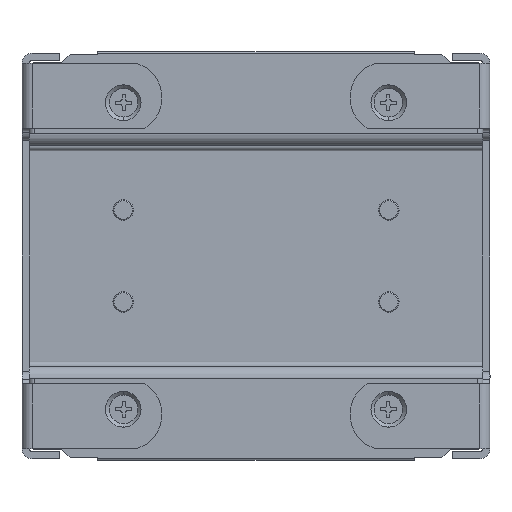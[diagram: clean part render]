
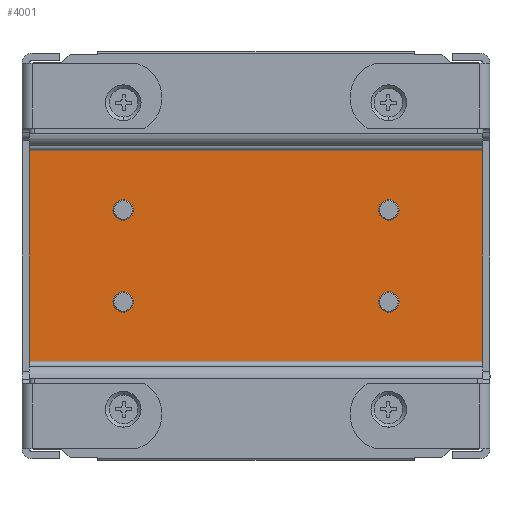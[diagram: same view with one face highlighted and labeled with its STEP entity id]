
A CAD part, front view. The second image highlights one B-rep face of the part: STEP entity #4001.
In plain terms, the highlighted planar face has unit normal (0, -1, 0).
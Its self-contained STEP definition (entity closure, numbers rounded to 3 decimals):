
#2964 = EDGE_CURVE ( 'NONE', #35575, #35521, #31024, .T. ) ;
#2974 = EDGE_CURVE ( 'NONE', #35569, #35568, #31011, .T. ) ;
#3992 = ORIENTED_EDGE ( 'NONE', *, *, #3993, .T. ) ;
#3993 = EDGE_CURVE ( 'NONE', #36132, #35810, #10311, .T. ) ;
#3994 = ORIENTED_EDGE ( 'NONE', *, *, #35809, .T. ) ;
#3995 = ORIENTED_EDGE ( 'NONE', *, *, #3996, .T. ) ;
#3996 = EDGE_CURVE ( 'NONE', #35807, #36135, #10307, .T. ) ;
#4001 = ADVANCED_FACE ( 'NONE', ( #10295, #10294, #10293, #10292, #10291 ), #10290, .F. ) ;
#4002 = EDGE_LOOP ( 'NONE', ( #4003, #4004 ) ) ;
#4003 = ORIENTED_EDGE ( 'NONE', *, *, #35651, .F. ) ;
#4004 = ORIENTED_EDGE ( 'NONE', *, *, #37359, .F. ) ;
#4005 = EDGE_LOOP ( 'NONE', ( #4006, #4007 ) ) ;
#4006 = ORIENTED_EDGE ( 'NONE', *, *, #35567, .F. ) ;
#4007 = ORIENTED_EDGE ( 'NONE', *, *, #2974, .F. ) ;
#4008 = EDGE_LOOP ( 'NONE', ( #4062, #4063 ) ) ;
#4062 = ORIENTED_EDGE ( 'NONE', *, *, #35574, .F. ) ;
#4063 = ORIENTED_EDGE ( 'NONE', *, *, #2964, .F. ) ;
#4064 = EDGE_LOOP ( 'NONE', ( #4065, #4066 ) ) ;
#4065 = ORIENTED_EDGE ( 'NONE', *, *, #35602, .F. ) ;
#4066 = ORIENTED_EDGE ( 'NONE', *, *, #37347, .F. ) ;
#4067 = EDGE_LOOP ( 'NONE', ( #4068, #3992, #3994, #3995 ) ) ;
#4068 = ORIENTED_EDGE ( 'NONE', *, *, #36134, .T. ) ;
#10286 = DIRECTION ( 'NONE',  ( 0., 0., 1. ) ) ;
#10287 = DIRECTION ( 'NONE',  ( 0., 1., 0. ) ) ;
#10288 = CARTESIAN_POINT ( 'NONE',  ( -50.5, 8.5, 0. ) ) ;
#10289 = AXIS2_PLACEMENT_3D ( 'NONE', #10288, #10287, #10286 ) ;
#10290 = PLANE ( 'NONE',  #10289 ) ;
#10291 = FACE_OUTER_BOUND ( 'NONE', #4067, .T. ) ;
#10292 = FACE_BOUND ( 'NONE', #4064, .T. ) ;
#10293 = FACE_BOUND ( 'NONE', #4008, .T. ) ;
#10294 = FACE_BOUND ( 'NONE', #4005, .T. ) ;
#10295 = FACE_BOUND ( 'NONE', #4002, .T. ) ;
#10304 = DIRECTION ( 'NONE',  ( -1., 0., 0. ) ) ;
#10305 = VECTOR ( 'NONE', #10304, 1000. ) ;
#10306 = CARTESIAN_POINT ( 'NONE',  ( -72.2, 8.5, 11.75 ) ) ;
#10307 = LINE ( 'NONE', #10306, #10305 ) ;
#10308 = DIRECTION ( 'NONE',  ( 1., 0., 0. ) ) ;
#10309 = VECTOR ( 'NONE', #10308, 1000. ) ;
#10310 = CARTESIAN_POINT ( 'NONE',  ( -27.8, 8.5, -11.75 ) ) ;
#10311 = LINE ( 'NONE', #10310, #10309 ) ;
#19565 = CARTESIAN_POINT ( 'NONE',  ( -37., 8.5, -3.5 ) ) ;
#19644 = CARTESIAN_POINT ( 'NONE',  ( -37., 8.5, -5.5 ) ) ;
#19645 = DIRECTION ( 'NONE',  ( 0., 0., 1. ) ) ;
#19646 = DIRECTION ( 'NONE',  ( 0., -1., 0. ) ) ;
#19647 = CARTESIAN_POINT ( 'NONE',  ( -37., 8.5, -4.5 ) ) ;
#19648 = AXIS2_PLACEMENT_3D ( 'NONE', #19647, #19646, #19645 ) ;
#19649 = CIRCLE ( 'NONE', #19648, 1. ) ;
#19656 = CARTESIAN_POINT ( 'NONE',  ( -37., 8.5, 3.5 ) ) ;
#19657 = CARTESIAN_POINT ( 'NONE',  ( -37., 8.5, 5.5 ) ) ;
#19658 = DIRECTION ( 'NONE',  ( 0., 0., 1. ) ) ;
#19659 = DIRECTION ( 'NONE',  ( 0., -1., 0. ) ) ;
#19660 = CARTESIAN_POINT ( 'NONE',  ( -37., 8.5, 4.5 ) ) ;
#19661 = AXIS2_PLACEMENT_3D ( 'NONE', #19660, #19659, #19658 ) ;
#19666 = CIRCLE ( 'NONE', #19661, 1. ) ;
#19716 = CARTESIAN_POINT ( 'NONE',  ( -63., 8.5, -5.5 ) ) ;
#19717 = CARTESIAN_POINT ( 'NONE',  ( -63., 8.5, -3.5 ) ) ;
#19718 = DIRECTION ( 'NONE',  ( 0., 0., 1. ) ) ;
#19719 = DIRECTION ( 'NONE',  ( 0., -1., 0. ) ) ;
#19720 = CARTESIAN_POINT ( 'NONE',  ( -63., 8.5, -4.5 ) ) ;
#19721 = AXIS2_PLACEMENT_3D ( 'NONE', #19720, #19719, #19718 ) ;
#19726 = CIRCLE ( 'NONE', #19721, 1. ) ;
#19729 = CARTESIAN_POINT ( 'NONE',  ( -63., 8.5, 5.5 ) ) ;
#19805 = CARTESIAN_POINT ( 'NONE',  ( -63., 8.5, 3.5 ) ) ;
#19806 = DIRECTION ( 'NONE',  ( 0., 0., 1. ) ) ;
#19807 = DIRECTION ( 'NONE',  ( 0., -1., 0. ) ) ;
#19808 = CARTESIAN_POINT ( 'NONE',  ( -63., 8.5, 4.5 ) ) ;
#19809 = AXIS2_PLACEMENT_3D ( 'NONE', #19808, #19807, #19806 ) ;
#19810 = CIRCLE ( 'NONE', #19809, 1. ) ;
#20103 = LINE ( 'NONE', #20163, #20162 ) ;
#20104 = CARTESIAN_POINT ( 'NONE',  ( -27.8, 8.5, 11.75 ) ) ;
#20160 = CARTESIAN_POINT ( 'NONE',  ( -27.8, 8.5, -11.75 ) ) ;
#20161 = DIRECTION ( 'NONE',  ( 0., 0., 1. ) ) ;
#20162 = VECTOR ( 'NONE', #20161, 1000. ) ;
#20163 = CARTESIAN_POINT ( 'NONE',  ( -27.8, 8.5, -12. ) ) ;
#21198 = CARTESIAN_POINT ( 'NONE',  ( -72.2, 8.5, 11.75 ) ) ;
#21199 = DIRECTION ( 'NONE',  ( 0., 0., -1. ) ) ;
#21200 = VECTOR ( 'NONE', #21199, 1000. ) ;
#21201 = CARTESIAN_POINT ( 'NONE',  ( -72.2, 8.5, -12. ) ) ;
#21202 = LINE ( 'NONE', #21201, #21200 ) ;
#21203 = CARTESIAN_POINT ( 'NONE',  ( -72.2, 8.5, -11.75 ) ) ;
#24448 = CIRCLE ( 'NONE', #24491, 1. ) ;
#24453 = CARTESIAN_POINT ( 'NONE',  ( -63., 8.5, 4.5 ) ) ;
#24461 = DIRECTION ( 'NONE',  ( 0., 0., 1. ) ) ;
#24462 = DIRECTION ( 'NONE',  ( 0., -1., 0. ) ) ;
#24463 = CARTESIAN_POINT ( 'NONE',  ( -63., 8.5, -4.5 ) ) ;
#24464 = AXIS2_PLACEMENT_3D ( 'NONE', #24463, #24462, #24461 ) ;
#24469 = CIRCLE ( 'NONE', #24464, 1. ) ;
#24489 = DIRECTION ( 'NONE',  ( 0., 0., 1. ) ) ;
#24490 = DIRECTION ( 'NONE',  ( 0., -1., 0. ) ) ;
#24491 = AXIS2_PLACEMENT_3D ( 'NONE', #24453, #24490, #24489 ) ;
#31003 = DIRECTION ( 'NONE',  ( 0., 0., 1. ) ) ;
#31004 = DIRECTION ( 'NONE',  ( 0., -1., 0. ) ) ;
#31005 = CARTESIAN_POINT ( 'NONE',  ( -37., 8.5, 4.5 ) ) ;
#31006 = AXIS2_PLACEMENT_3D ( 'NONE', #31005, #31004, #31003 ) ;
#31011 = CIRCLE ( 'NONE', #31006, 1. ) ;
#31020 = DIRECTION ( 'NONE',  ( 0., 0., 1. ) ) ;
#31021 = DIRECTION ( 'NONE',  ( 0., -1., 0. ) ) ;
#31022 = CARTESIAN_POINT ( 'NONE',  ( -37., 8.5, -4.5 ) ) ;
#31023 = AXIS2_PLACEMENT_3D ( 'NONE', #31022, #31021, #31020 ) ;
#31024 = CIRCLE ( 'NONE', #31023, 1. ) ;
#35521 = VERTEX_POINT ( 'NONE', #19565 ) ;
#35567 = EDGE_CURVE ( 'NONE', #35568, #35569, #19666, .T. ) ;
#35568 = VERTEX_POINT ( 'NONE', #19657 ) ;
#35569 = VERTEX_POINT ( 'NONE', #19656 ) ;
#35574 = EDGE_CURVE ( 'NONE', #35521, #35575, #19649, .T. ) ;
#35575 = VERTEX_POINT ( 'NONE', #19644 ) ;
#35598 = VERTEX_POINT ( 'NONE', #19729 ) ;
#35602 = EDGE_CURVE ( 'NONE', #35603, #35604, #19726, .T. ) ;
#35603 = VERTEX_POINT ( 'NONE', #19717 ) ;
#35604 = VERTEX_POINT ( 'NONE', #19716 ) ;
#35651 = EDGE_CURVE ( 'NONE', #35598, #35652, #19810, .T. ) ;
#35652 = VERTEX_POINT ( 'NONE', #19805 ) ;
#35807 = VERTEX_POINT ( 'NONE', #20104 ) ;
#35809 = EDGE_CURVE ( 'NONE', #35810, #35807, #20103, .T. ) ;
#35810 = VERTEX_POINT ( 'NONE', #20160 ) ;
#36132 = VERTEX_POINT ( 'NONE', #21203 ) ;
#36134 = EDGE_CURVE ( 'NONE', #36135, #36132, #21202, .T. ) ;
#36135 = VERTEX_POINT ( 'NONE', #21198 ) ;
#37347 = EDGE_CURVE ( 'NONE', #35604, #35603, #24469, .T. ) ;
#37359 = EDGE_CURVE ( 'NONE', #35652, #35598, #24448, .T. ) ;
